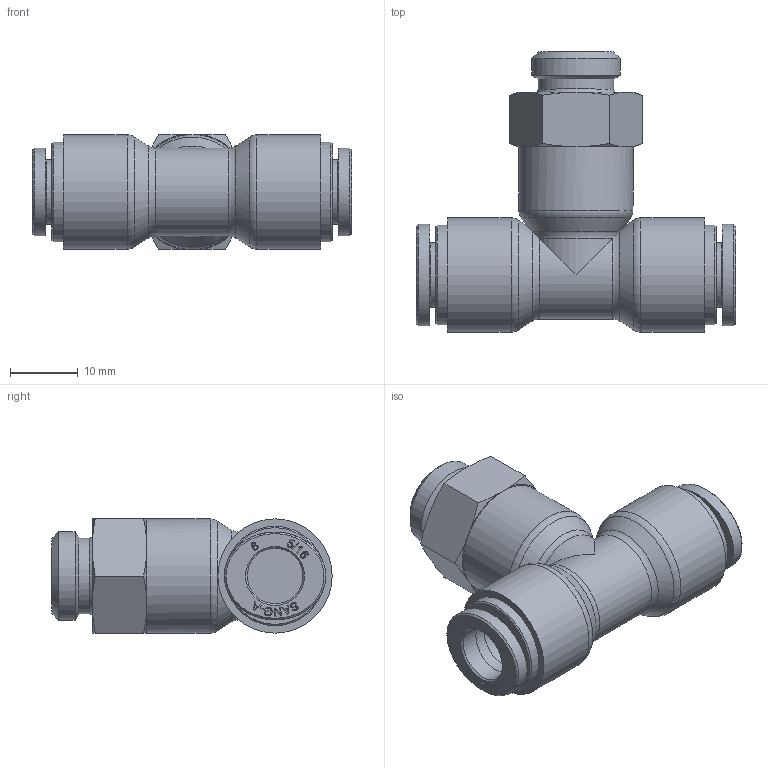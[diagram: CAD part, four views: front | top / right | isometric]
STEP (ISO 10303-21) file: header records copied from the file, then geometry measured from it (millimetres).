
FILE_DESCRIPTION((''),'2;1');
FILE_NAME('HR-PT 08G02.stp','2020-03-19T14:40:13',('user'),(''),'Autodesk Inventor 2013','Autodesk Inventor 2013','');
FILE_SCHEMA(('AUTOMOTIVE_DESIGN { 1 0 10303 214 1 1 1 1 }'));
Length unit declared in the file: millimetre
Products named in the file (6): 조립품4 (세부 수준1); HR-PUT 08 BODY; HR-COLLAR 08; HR-Collar 08L(SUS); HR-SLEEVE 08; HR-PL BODY 08G02
Assembly tree (6 placements, depth 3):
  조립품4 (세부 수준1)
    HR-PUT 08 BODY
    HR-COLLAR 08  x2
      HR-Collar 08L(SUS)
      HR-SLEEVE 08
    HR-PL BODY 08G02
Bounding box: 47.2 x 41.45 x 17 mm (x, y, z)
Volume: 10903.9 mm3; surface area: 7133.7 mm2
Topology: 6 solids, 6 shells, 375 faces, 956 edges, 632 vertices
Faces by surface type: plane 180, bspline 142, cone 26, cylinder 20, torus 7
Full cylindrical faces by diameter (mm): 6.4 x1, 8.2 x7, 9.6 x2, 11.2 x1, 13.157 x1, 14.7 x2, 16.9 x3
Entity records: 6814 total; most frequent: CARTESIAN_POINT 2149, ORIENTED_EDGE 1010, DIRECTION 711, EDGE_CURVE 505, VERTEX_POINT 348, EDGE_LOOP 271, VECTOR 271, LINE 271
